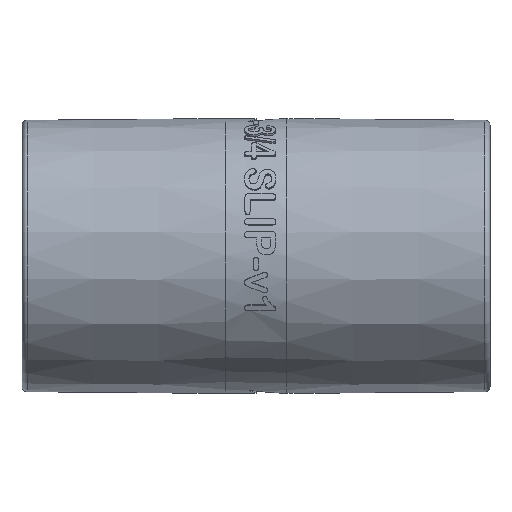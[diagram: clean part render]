
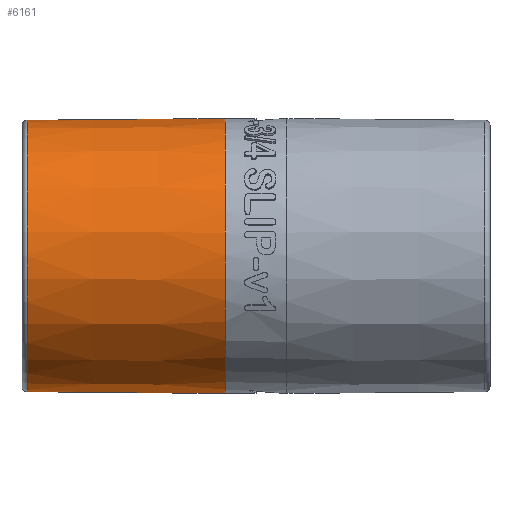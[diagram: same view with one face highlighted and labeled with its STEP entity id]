
A CAD part, top view. The second image highlights one B-rep face of the part: STEP entity #6161.
In plain terms, the highlighted conical face has half-angle 0.5 degrees and reference radius 13.427 mm.
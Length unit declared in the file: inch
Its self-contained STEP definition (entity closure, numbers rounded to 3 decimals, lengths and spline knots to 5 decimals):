
#773=CIRCLE('',#6542,0.52527);
#774=CIRCLE('',#6543,0.52527);
#775=CIRCLE('',#6544,0.53162);
#776=CIRCLE('',#6545,0.53197);
#777=CIRCLE('',#6546,0.53162);
#778=CIRCLE('',#6547,0.53197);
#779=CIRCLE('',#6548,0.53162);
#780=CIRCLE('',#6549,0.52527);
#898=CONICAL_SURFACE('',#6541,0.52862,0.009);
#958=FACE_OUTER_BOUND('',#1312,.T.);
#1312=EDGE_LOOP('',(#4129,#4130,#4131,#4132,#4133,#4134,#4135,#4136,#4137,
#4138,#4139,#4140,#4141,#4142));
#1702=LINE('',#7774,#2080);
#1710=LINE('',#7807,#2088);
#1711=LINE('',#7811,#2089);
#1712=LINE('',#7816,#2090);
#1713=LINE('',#7820,#2091);
#2080=VECTOR('',#6822,0.3937);
#2088=VECTOR('',#6852,0.52862);
#2089=VECTOR('',#6855,0.3937);
#2090=VECTOR('',#6860,0.3937);
#2091=VECTOR('',#6863,0.3937);
#2458=VERTEX_POINT('',#7772);
#2459=VERTEX_POINT('',#7773);
#2470=VERTEX_POINT('',#7801);
#2471=VERTEX_POINT('',#7802);
#2472=VERTEX_POINT('',#7804);
#2473=VERTEX_POINT('',#7806);
#2474=VERTEX_POINT('',#7808);
#2475=VERTEX_POINT('',#7810);
#2476=VERTEX_POINT('',#7813);
#2477=VERTEX_POINT('',#7815);
#2478=VERTEX_POINT('',#7817);
#2479=VERTEX_POINT('',#7819);
#3123=EDGE_CURVE('',#2458,#2459,#1702,.T.);
#3137=EDGE_CURVE('',#2470,#2471,#773,.T.);
#3138=EDGE_CURVE('',#2471,#2472,#774,.T.);
#3139=EDGE_CURVE('',#2472,#2473,#1710,.T.);
#3140=EDGE_CURVE('',#2473,#2474,#775,.T.);
#3141=EDGE_CURVE('',#2474,#2475,#1711,.T.);
#3142=EDGE_CURVE('',#2458,#2475,#776,.T.);
#3143=EDGE_CURVE('',#2459,#2476,#777,.T.);
#3144=EDGE_CURVE('',#2476,#2477,#1712,.T.);
#3145=EDGE_CURVE('',#2478,#2477,#778,.T.);
#3146=EDGE_CURVE('',#2478,#2479,#1713,.T.);
#3147=EDGE_CURVE('',#2479,#2473,#779,.T.);
#3148=EDGE_CURVE('',#2472,#2470,#780,.T.);
#4129=ORIENTED_EDGE('',*,*,#3137,.T.);
#4130=ORIENTED_EDGE('',*,*,#3138,.T.);
#4131=ORIENTED_EDGE('',*,*,#3139,.T.);
#4132=ORIENTED_EDGE('',*,*,#3140,.T.);
#4133=ORIENTED_EDGE('',*,*,#3141,.T.);
#4134=ORIENTED_EDGE('',*,*,#3142,.F.);
#4135=ORIENTED_EDGE('',*,*,#3123,.T.);
#4136=ORIENTED_EDGE('',*,*,#3143,.T.);
#4137=ORIENTED_EDGE('',*,*,#3144,.T.);
#4138=ORIENTED_EDGE('',*,*,#3145,.F.);
#4139=ORIENTED_EDGE('',*,*,#3146,.T.);
#4140=ORIENTED_EDGE('',*,*,#3147,.T.);
#4141=ORIENTED_EDGE('',*,*,#3139,.F.);
#4142=ORIENTED_EDGE('',*,*,#3148,.T.);
#6161=ADVANCED_FACE('',(#958),#898,.T.);
#6541=AXIS2_PLACEMENT_3D('',#7800,#6846,#6847);
#6542=AXIS2_PLACEMENT_3D('',#7803,#6848,#6849);
#6543=AXIS2_PLACEMENT_3D('',#7805,#6850,#6851);
#6544=AXIS2_PLACEMENT_3D('',#7809,#6853,#6854);
#6545=AXIS2_PLACEMENT_3D('',#7812,#6856,#6857);
#6546=AXIS2_PLACEMENT_3D('',#7814,#6858,#6859);
#6547=AXIS2_PLACEMENT_3D('',#7818,#6861,#6862);
#6548=AXIS2_PLACEMENT_3D('',#7821,#6864,#6865);
#6549=AXIS2_PLACEMENT_3D('',#7822,#6866,#6867);
#6822=DIRECTION('',(-1.,-0.009,0.));
#6846=DIRECTION('center_axis',(1.,0.,0.));
#6847=DIRECTION('ref_axis',(0.,1.,0.));
#6848=DIRECTION('center_axis',(1.,0.,0.));
#6849=DIRECTION('ref_axis',(0.,0.,-1.));
#6850=DIRECTION('center_axis',(1.,0.,0.));
#6851=DIRECTION('ref_axis',(0.,0.,-1.));
#6852=DIRECTION('',(1.,-0.009,0.));
#6853=DIRECTION('center_axis',(-1.,0.,0.));
#6854=DIRECTION('ref_axis',(0.,1.,0.));
#6855=DIRECTION('',(1.,-0.009,0.));
#6856=DIRECTION('center_axis',(1.,0.,0.));
#6857=DIRECTION('ref_axis',(0.,0.,-1.));
#6858=DIRECTION('center_axis',(-1.,0.,0.));
#6859=DIRECTION('ref_axis',(0.,1.,0.));
#6860=DIRECTION('',(1.,0.009,0.));
#6861=DIRECTION('center_axis',(1.,0.,0.));
#6862=DIRECTION('ref_axis',(0.,0.,-1.));
#6863=DIRECTION('',(-1.,0.009,0.));
#6864=DIRECTION('center_axis',(-1.,0.,0.));
#6865=DIRECTION('ref_axis',(0.,1.,0.));
#6866=DIRECTION('center_axis',(1.,0.,0.));
#6867=DIRECTION('ref_axis',(0.,0.,-1.));
#7772=CARTESIAN_POINT('',(-0.11811,0.53051,0.03937));
#7773=CARTESIAN_POINT('',(-0.15748,0.53016,0.03937));
#7774=CARTESIAN_POINT('',(-0.1378,0.53034,0.03937));
#7800=CARTESIAN_POINT('Origin',(-0.50205,0.,
0.));
#7801=CARTESIAN_POINT('',(-0.886,0.52527,0.));
#7802=CARTESIAN_POINT('',(-0.886,0.,0.52527));
#7803=CARTESIAN_POINT('Origin',(-0.886,0.,
0.));
#7804=CARTESIAN_POINT('',(-0.886,-0.52527,0.));
#7805=CARTESIAN_POINT('Origin',(-0.886,0.,
0.));
#7806=CARTESIAN_POINT('',(-0.15748,-0.53162,0.));
#7807=CARTESIAN_POINT('',(-0.50205,-0.52862,0.));
#7808=CARTESIAN_POINT('',(-0.15748,-0.53016,0.03937));
#7809=CARTESIAN_POINT('Origin',(-0.15748,0.,
0.));
#7810=CARTESIAN_POINT('',(-0.11811,-0.53051,0.03937));
#7811=CARTESIAN_POINT('',(-0.1378,-0.53034,0.03937));
#7812=CARTESIAN_POINT('Origin',(-0.11811,0.,
0.));
#7813=CARTESIAN_POINT('',(-0.15748,0.53016,-0.03937));
#7814=CARTESIAN_POINT('Origin',(-0.15748,0.,
0.));
#7815=CARTESIAN_POINT('',(-0.11811,0.53051,-0.03937));
#7816=CARTESIAN_POINT('',(-0.1378,0.53034,-0.03937));
#7817=CARTESIAN_POINT('',(-0.11811,-0.53051,-0.03937));
#7818=CARTESIAN_POINT('Origin',(-0.11811,0.,
0.));
#7819=CARTESIAN_POINT('',(-0.15748,-0.53016,-0.03937));
#7820=CARTESIAN_POINT('',(-0.1378,-0.53034,-0.03937));
#7821=CARTESIAN_POINT('Origin',(-0.15748,0.,
0.));
#7822=CARTESIAN_POINT('Origin',(-0.886,0.,
0.));
